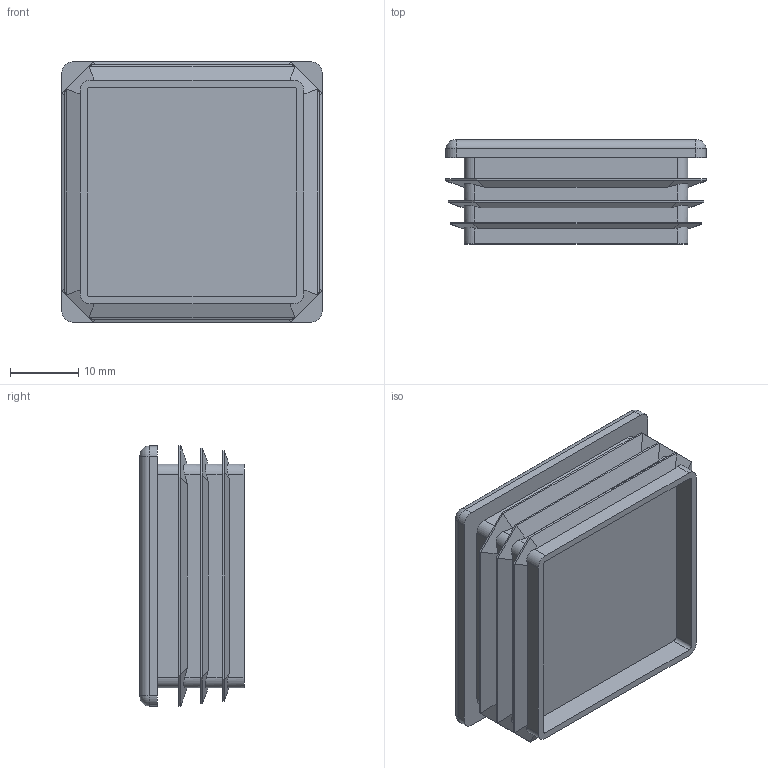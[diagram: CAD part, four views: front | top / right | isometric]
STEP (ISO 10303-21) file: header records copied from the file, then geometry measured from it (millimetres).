
FILE_DESCRIPTION (( 'STEP AP203' ), '1' );
FILE_NAME ('9565K54_Polyethylene Square Plug.STEP', '2024-01-25T16:09:27', ( 'McMaster Carr Supply' ), ( 'McMaster Carr Supply' ), 'SwSTEP 2.0', 'SolidWorks 2017', '' );
FILE_SCHEMA (( 'CONFIG_CONTROL_DESIGN' ));
Length unit declared in the file: inch
Products named in the file (1): 9565K54_Polyethylene Square Plug
Bounding box: 38.1 x 15.24 x 38.1 mm (x, y, z)
Volume: 14828.5 mm3; surface area: 6749.5 mm2
Topology: 1 solids, 1 shells, 111 faces, 280 edges, 176 vertices
Faces by surface type: plane 79, cylinder 28, torus 4
Entity records: 3345 total; most frequent: CARTESIAN_POINT 604, ORIENTED_EDGE 560, DIRECTION 540, EDGE_CURVE 280, VECTOR 220, LINE 220, VERTEX_POINT 176, AXIS2_PLACEMENT_3D 160
